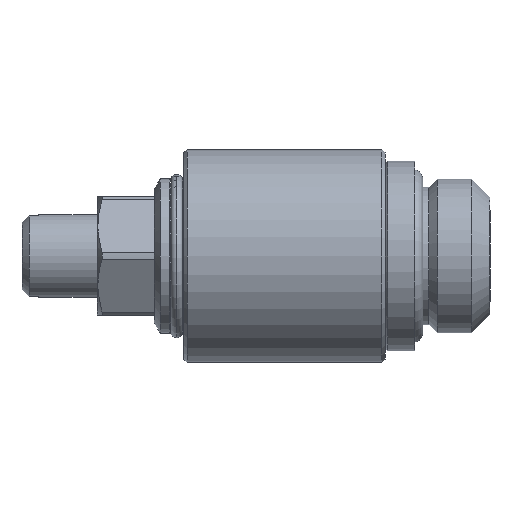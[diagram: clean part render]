
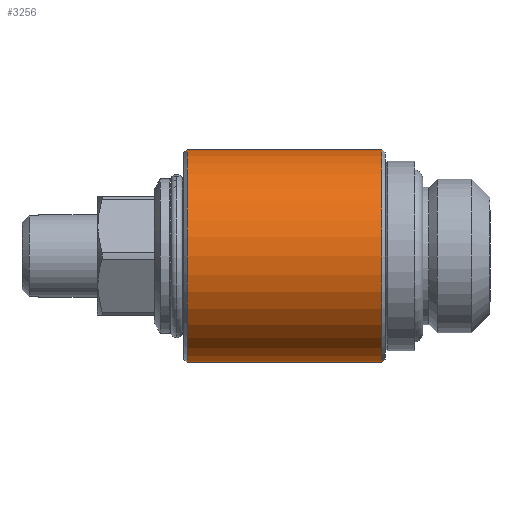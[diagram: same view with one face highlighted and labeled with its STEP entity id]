
A CAD part, left-side view. The second image highlights one B-rep face of the part: STEP entity #3256.
In plain terms, the highlighted cylindrical face has radius 9 mm (diameter 18 mm), a partial arc.
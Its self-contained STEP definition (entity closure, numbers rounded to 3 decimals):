
#75 = DIRECTION ( 'NONE',  ( 0., 0., -1. ) ) ;
#76 = DIRECTION ( 'NONE',  ( 0., -1., 0. ) ) ;
#77 = CARTESIAN_POINT ( 'NONE',  ( 0., 9.5, 0. ) ) ;
#78 = DIRECTION ( 'NONE',  ( 0., -1., 0. ) ) ;
#79 = CARTESIAN_POINT ( 'NONE',  ( 0., 25.9, 0. ) ) ;
#80 = AXIS2_PLACEMENT_3D ( 'NONE', #79, #78, #84 ) ;
#81 = CIRCLE ( 'NONE', #80, 9. ) ;
#84 = DIRECTION ( 'NONE',  ( 0., 0., -1. ) ) ;
#89 = CARTESIAN_POINT ( 'NONE',  ( 0., 25.9, -9. ) ) ;
#98 = AXIS2_PLACEMENT_3D ( 'NONE', #77, #76, #75 ) ;
#99 = CIRCLE ( 'NONE', #98, 9. ) ;
#868 = FACE_OUTER_BOUND ( 'NONE', #3166, .T. ) ;
#874 = CYLINDRICAL_SURFACE ( 'NONE', #909, 9. ) ;
#880 = DIRECTION ( 'NONE',  ( 0., 0., -1. ) ) ;
#909 = AXIS2_PLACEMENT_3D ( 'NONE', #973, #974, #880 ) ;
#973 = CARTESIAN_POINT ( 'NONE',  ( 0., 7.819, 0. ) ) ;
#974 = DIRECTION ( 'NONE',  ( 0., -1., 0. ) ) ;
#2182 = LINE ( 'NONE', #2193, #2192 ) ;
#2187 = CARTESIAN_POINT ( 'NONE',  ( 0., 9.5, 9. ) ) ;
#2188 = CARTESIAN_POINT ( 'NONE',  ( 0., 25.9, 9. ) ) ;
#2191 = DIRECTION ( 'NONE',  ( 0., -1., 0. ) ) ;
#2192 = VECTOR ( 'NONE', #2191, 1000. ) ;
#2193 = CARTESIAN_POINT ( 'NONE',  ( 0., 7.819, -9. ) ) ;
#2196 = CARTESIAN_POINT ( 'NONE',  ( 0., 9.5, -9. ) ) ;
#3051 = VERTEX_POINT ( 'NONE', #2187 ) ;
#3053 = VERTEX_POINT ( 'NONE', #2196 ) ;
#3061 = VERTEX_POINT ( 'NONE', #2188 ) ;
#3062 = EDGE_CURVE ( 'NONE', #3139, #3053, #2182, .T. ) ;
#3068 = EDGE_CURVE ( 'NONE', #3061, #3051, #3834, .T. ) ;
#3139 = VERTEX_POINT ( 'NONE', #89 ) ;
#3166 = EDGE_LOOP ( 'NONE', ( #3230, #3231, #3170, #3171 ) ) ;
#3169 = EDGE_CURVE ( 'NONE', #3061, #3139, #81, .T. ) ;
#3170 = ORIENTED_EDGE ( 'NONE', *, *, #3062, .T. ) ;
#3171 = ORIENTED_EDGE ( 'NONE', *, *, #3172, .F. ) ;
#3172 = EDGE_CURVE ( 'NONE', #3051, #3053, #99, .T. ) ;
#3230 = ORIENTED_EDGE ( 'NONE', *, *, #3068, .F. ) ;
#3231 = ORIENTED_EDGE ( 'NONE', *, *, #3169, .T. ) ;
#3256 = ADVANCED_FACE ( 'NONE', ( #868 ), #874, .T. ) ;
#3789 = DIRECTION ( 'NONE',  ( 0., -1., 0. ) ) ;
#3832 = VECTOR ( 'NONE', #3789, 1000. ) ;
#3833 = CARTESIAN_POINT ( 'NONE',  ( 0., 7.819, 9. ) ) ;
#3834 = LINE ( 'NONE', #3833, #3832 ) ;
